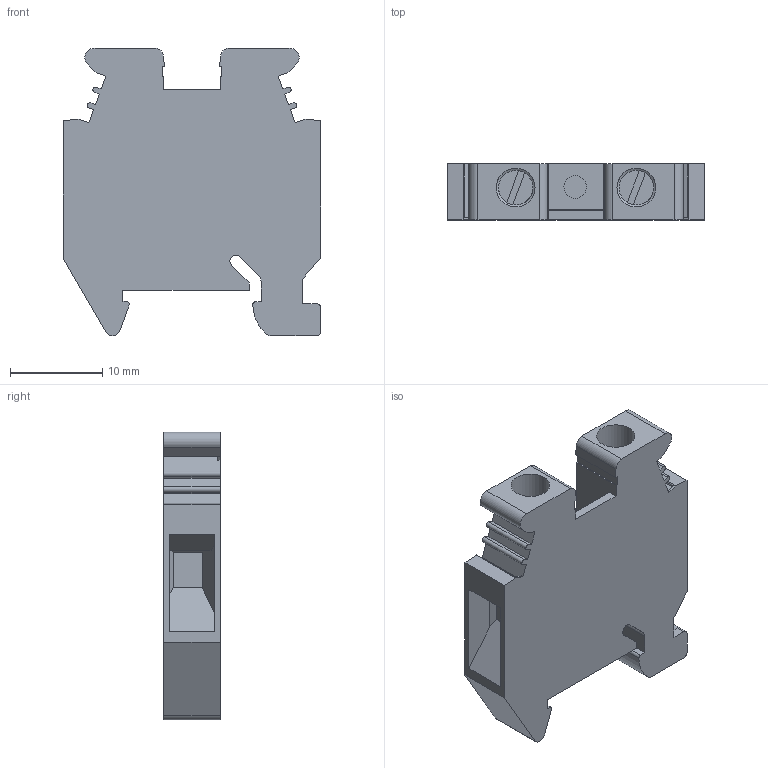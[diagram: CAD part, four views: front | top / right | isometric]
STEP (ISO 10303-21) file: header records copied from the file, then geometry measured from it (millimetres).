
FILE_DESCRIPTION(/* description */ ('Unknown'),/* implementation_level */ '2;1');
FILE_NAME(/* name */ 'MBT4_3D_SOLID',/* time_stamp */ '2024-12-13T10:47:18+05:00',/* author */ ('Unknown'),/* organization */ ('Unknown'),/* preprocessor_version */ 'ST-DEVELOPER v16.7',/* originating_system */ 'Solid Edge',/* authorisation */ 'Unknown');
FILE_SCHEMA (('AUTOMOTIVE_DESIGN {1 0 10303 214 3 1 1}'));
Length unit declared in the file: millimetre
Products named in the file (1): MBT4_3D_SOLID
Bounding box: 28 x 6.1 x 31.25 mm (x, y, z)
Volume: 3556.9 mm3; surface area: 2767.9 mm2
Topology: 1 solids, 1 shells, 132 faces, 373 edges, 248 vertices
Faces by surface type: plane 102, cylinder 28, cone 2
Full cylindrical faces by diameter (mm): 2.459 x1, 3.75 x2, 4.2 x2
Entity records: 5127 total; most frequent: CARTESIAN_POINT 739, ORIENTED_EDGE 724, DIRECTION 695, EDGE_CURVE 362, LINE 295, VECTOR 295, VERTEX_POINT 244, AXIS2_PLACEMENT_3D 200
